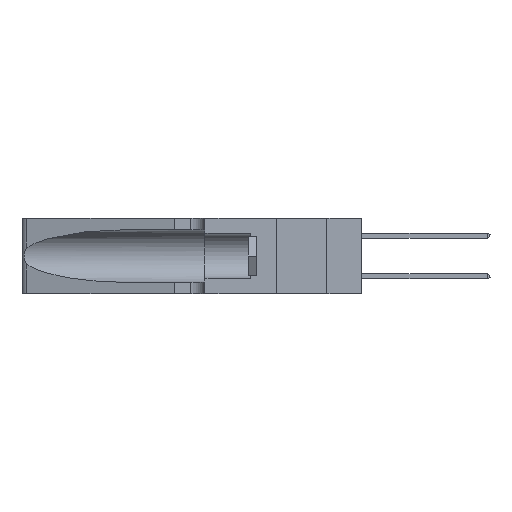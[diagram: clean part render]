
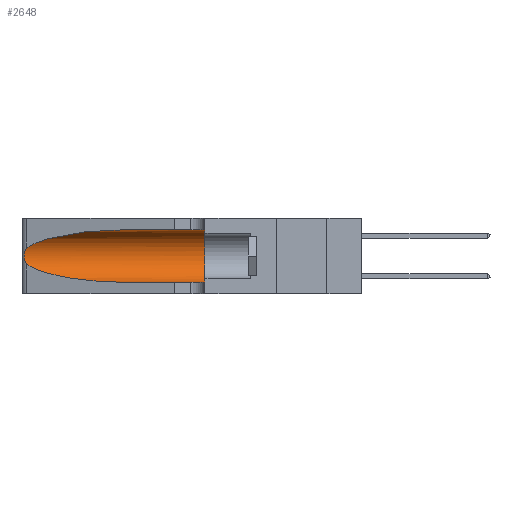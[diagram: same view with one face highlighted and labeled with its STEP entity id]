
A CAD part, left-side view. The second image highlights one B-rep face of the part: STEP entity #2648.
In plain terms, the highlighted cylindrical face has radius 3.308 mm (diameter 6.617 mm), a partial arc.
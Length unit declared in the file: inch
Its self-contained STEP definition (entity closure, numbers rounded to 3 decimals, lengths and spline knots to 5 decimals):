
#609 = DIRECTION ( 'NONE',  ( 0., -1., 0. ) ) ;
#1107 = CARTESIAN_POINT ( 'NONE',  ( 0.1305, 1.61858, 0.185 ) ) ;
#1476 = CARTESIAN_POINT ( 'NONE',  ( 0.25487, 1.22718, 0.14631 ) ) ;
#1497 = CARTESIAN_POINT ( 'NONE',  ( 0.2373, 1.15595, 0.28018 ) ) ;
#1691 = CARTESIAN_POINT ( 'NONE',  ( 0.25639, 1.23184, 0.21858 ) ) ;
#2343 = AXIS2_PLACEMENT_3D ( 'NONE', #1107, #7506, #7812 ) ;
#2648 = ADVANCED_FACE ( 'NONE', ( #5307 ), #4610, .F. ) ;
#3389 = CARTESIAN_POINT ( 'NONE',  ( 0.25639, 1.23186, 0.15144 ) ) ;
#3975 = VECTOR ( 'NONE', #609, 39.37008 ) ;
#4400 = CARTESIAN_POINT ( 'NONE',  ( 0.18966, 0.96281, 0.31525 ) ) ;
#4610 = CYLINDRICAL_SURFACE ( 'NONE', #2343, 0.13025 ) ;
#4840 = ORIENTED_EDGE ( 'NONE', *, *, #12332, .T. ) ;
#5307 = FACE_OUTER_BOUND ( 'NONE', #18557, .T. ) ;
#5377 = CARTESIAN_POINT ( 'NONE',  ( 0.25555, 1.22993, 0.14849 ) ) ;
#5464 = CARTESIAN_POINT ( 'NONE',  ( 0.1305, 1.61858, 0.31525 ) ) ;
#5978 = CARTESIAN_POINT ( 'NONE',  ( 0.26018, 1.23835, 0.19895 ) ) ;
#6251 = VERTEX_POINT ( 'NONE', #8148 ) ;
#7017 = ORIENTED_EDGE ( 'NONE', *, *, #9296, .T. ) ;
#7506 = DIRECTION ( 'NONE',  ( 0., -1., 0. ) ) ;
#7812 = DIRECTION ( 'NONE',  ( 0., 0., -1. ) ) ;
#7902 = CARTESIAN_POINT ( 'NONE',  ( 0.25487, 1.22718, 0.22369 ) ) ;
#8096 = CARTESIAN_POINT ( 'NONE',  ( 0.1305, 0.72297, 0.31525 ) ) ;
#8148 = CARTESIAN_POINT ( 'NONE',  ( 0.1305, 0.72297, 0.05475 ) ) ;
#8509 = ORIENTED_EDGE ( 'NONE', *, *, #17036, .F. ) ;
#9296 = EDGE_CURVE ( 'NONE', #15323, #6251, #13194, .T. ) ;
#9449 = CARTESIAN_POINT ( 'NONE',  ( 0.25487, 1.22718, 0.14631 ) ) ;
#9857 = DIRECTION ( 'NONE',  ( 0., -1., 0. ) ) ;
#11218 = VECTOR ( 'NONE', #9857, 39.37008 ) ;
#11368 = CARTESIAN_POINT ( 'NONE',  ( 0.1305, 0.35, 0.05475 ) ) ;
#11530 = ORIENTED_EDGE ( 'NONE', *, *, #15156, .F. ) ;
#11877 = B_SPLINE_CURVE_WITH_KNOTS ( 'NONE', 3,
 ( #27098, #14379, #1691, #16532, #20630, #5978, #20817, #23735, #14976, #16060, #22185, #3389, #5377, #1476 ),
 .UNSPECIFIED., .F., .F.,
 ( 4, 2, 2, 2, 2, 2, 4 ),
 ( 0., 0.00027, 0.00053, 0.00107, 0.0016, 0.00187, 0.00214 ),
 .UNSPECIFIED. ) ;
#12332 = EDGE_CURVE ( 'NONE', #6251, #16243, #14561, .T. ) ;
#12484 = VERTEX_POINT ( 'NONE', #8096 ) ;
#12922 = VERTEX_POINT ( 'NONE', #19939 ) ;
#13194 =( BOUNDED_CURVE ( )  B_SPLINE_CURVE ( 3, ( #9449, #17251, #19567, #20120 ),
 .UNSPECIFIED., .F., .F. ) 
 B_SPLINE_CURVE_WITH_KNOTS ( ( 4, 4 ),
 ( 3.44316, 4.71239 ),
 .UNSPECIFIED. ) 
 CURVE ( )  GEOMETRIC_REPRESENTATION_ITEM ( )  RATIONAL_B_SPLINE_CURVE ( ( 1., 0.87, 0.87, 1. ) ) 
 REPRESENTATION_ITEM ( '' )  );
#13759 = DIRECTION ( 'NONE',  ( 0., 0., 1. ) ) ;
#14379 = CARTESIAN_POINT ( 'NONE',  ( 0.25555, 1.22994, 0.2215 ) ) ;
#14561 = LINE ( 'NONE', #19256, #3975 ) ;
#14976 = CARTESIAN_POINT ( 'NONE',  ( 0.26017, 1.23833, 0.17102 ) ) ;
#15156 = EDGE_CURVE ( 'NONE', #12484, #26637, #23825, .T. ) ;
#15199 = CARTESIAN_POINT ( 'NONE',  ( 0.25487, 1.22718, 0.14631 ) ) ;
#15323 = VERTEX_POINT ( 'NONE', #15199 ) ;
#16060 = CARTESIAN_POINT ( 'NONE',  ( 0.25856, 1.23593, 0.16098 ) ) ;
#16243 = VERTEX_POINT ( 'NONE', #11368 ) ;
#16532 = CARTESIAN_POINT ( 'NONE',  ( 0.25787, 1.23484, 0.2124 ) ) ;
#16705 = ORIENTED_EDGE ( 'NONE', *, *, #21722, .T. ) ;
#17036 = EDGE_CURVE ( 'NONE', #26637, #16243, #27028, .T. ) ;
#17251 = CARTESIAN_POINT ( 'NONE',  ( 0.2373, 1.15595, 0.08982 ) ) ;
#17785 = EDGE_CURVE ( 'NONE', #12484, #12922, #25937, .T. ) ;
#18557 = EDGE_LOOP ( 'NONE', ( #22929, #16705, #7017, #4840, #8509, #11530 ) ) ;
#19256 = CARTESIAN_POINT ( 'NONE',  ( 0.1305, 1.61858, 0.05475 ) ) ;
#19567 = CARTESIAN_POINT ( 'NONE',  ( 0.18966, 0.96281, 0.05475 ) ) ;
#19939 = CARTESIAN_POINT ( 'NONE',  ( 0.25487, 1.22718, 0.22369 ) ) ;
#20120 = CARTESIAN_POINT ( 'NONE',  ( 0.1305, 0.72297, 0.05475 ) ) ;
#20630 = CARTESIAN_POINT ( 'NONE',  ( 0.25854, 1.2359, 0.20912 ) ) ;
#20776 = CARTESIAN_POINT ( 'NONE',  ( 0.1305, 0.72297, 0.31525 ) ) ;
#20817 = CARTESIAN_POINT ( 'NONE',  ( 0.26075, 1.23896, 0.19203 ) ) ;
#20976 = CARTESIAN_POINT ( 'NONE',  ( 0.1305, 0.35, 0.31525 ) ) ;
#21265 = AXIS2_PLACEMENT_3D ( 'NONE', #24320, #26440, #13759 ) ;
#21722 = EDGE_CURVE ( 'NONE', #12922, #15323, #11877, .T. ) ;
#22185 = CARTESIAN_POINT ( 'NONE',  ( 0.25789, 1.23486, 0.15765 ) ) ;
#22929 = ORIENTED_EDGE ( 'NONE', *, *, #17785, .T. ) ;
#23735 = CARTESIAN_POINT ( 'NONE',  ( 0.26075, 1.23896, 0.178 ) ) ;
#23825 = LINE ( 'NONE', #5464, #11218 ) ;
#24320 = CARTESIAN_POINT ( 'NONE',  ( 0.1305, 0.35, 0.185 ) ) ;
#25937 =( BOUNDED_CURVE ( )  B_SPLINE_CURVE ( 3, ( #20776, #4400, #1497, #7902 ),
 .UNSPECIFIED., .F., .T. ) 
 B_SPLINE_CURVE_WITH_KNOTS ( ( 4, 4 ),
 ( 1.5708, 2.84003 ),
 .UNSPECIFIED. ) 
 CURVE ( )  GEOMETRIC_REPRESENTATION_ITEM ( )  RATIONAL_B_SPLINE_CURVE ( ( 1., 0.87, 0.87, 1. ) ) 
 REPRESENTATION_ITEM ( '' )  );
#26440 = DIRECTION ( 'NONE',  ( 0., 1., 0. ) ) ;
#26637 = VERTEX_POINT ( 'NONE', #20976 ) ;
#27028 = CIRCLE ( 'NONE', #21265, 0.13025 ) ;
#27098 = CARTESIAN_POINT ( 'NONE',  ( 0.25487, 1.22718, 0.22369 ) ) ;
